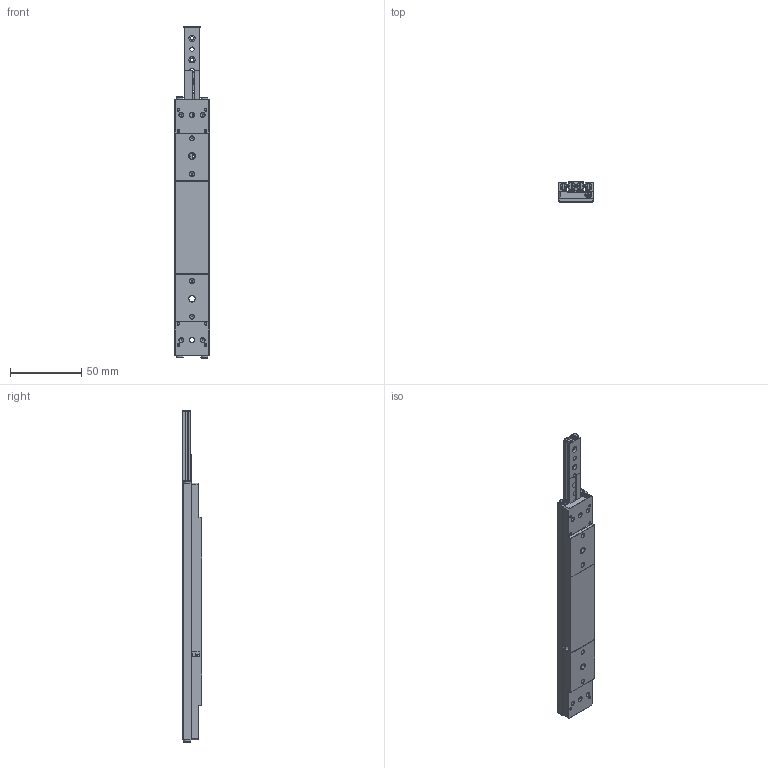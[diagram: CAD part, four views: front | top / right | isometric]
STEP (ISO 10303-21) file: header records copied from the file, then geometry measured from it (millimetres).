
FILE_DESCRIPTION (( 'STEP AP203' ), '1' );
FILE_NAME ('L100x.Indus V2.0-WEB.STEP', '2024-06-12T09:51:08', ( '' ), ( '' ), 'SwSTEP 2.0', 'SolidWorks 2020', '' );
FILE_SCHEMA (( 'CONFIG_CONTROL_DESIGN' ));
Length unit declared in the file: millimetre
Products named in the file (1): L100x.Indus V2.0-WEB
Bounding box: 24 x 14 x 232.7 mm (x, y, z)
Volume: 48764.5 mm3; surface area: 31973.5 mm2
Topology: 24 solids, 31 shells, 1588 faces, 3539 edges, 2159 vertices
Faces by surface type: plane 930, cylinder 398, cone 142, torus 118
Entity records: 43407 total; most frequent: DIRECTION 7826, CARTESIAN_POINT 7275, ORIENTED_EDGE 7014, EDGE_CURVE 3507, AXIS2_PLACEMENT_3D 2732, LINE 2362, VECTOR 2362, VERTEX_POINT 2159
